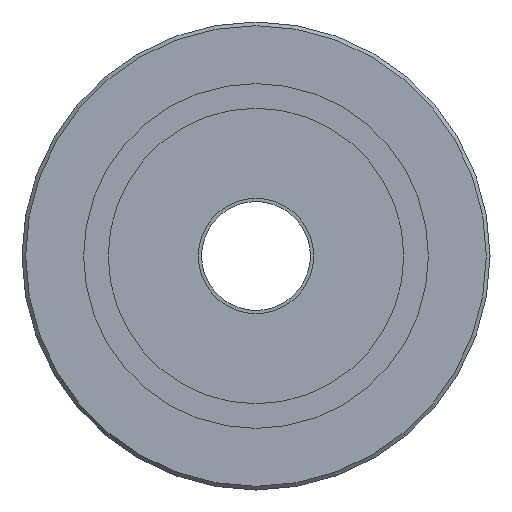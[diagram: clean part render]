
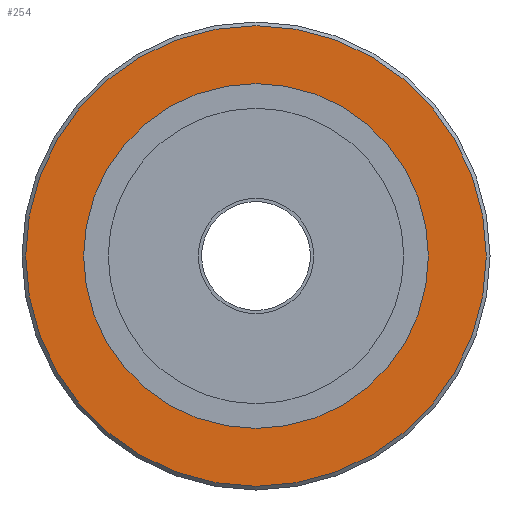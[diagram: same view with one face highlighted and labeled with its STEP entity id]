
A CAD part, left-side view. The second image highlights one B-rep face of the part: STEP entity #254.
In plain terms, the highlighted planar face has unit normal (-1, 0, 0).
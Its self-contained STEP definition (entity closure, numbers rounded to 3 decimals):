
#28 = DIRECTION ( 'NONE',  ( 0., 0., 1. ) ) ;
#31 = EDGE_CURVE ( 'NONE', #160, #160, #214, .T. ) ;
#34 = DIRECTION ( 'NONE',  ( 0., 0., -1. ) ) ;
#36 = EDGE_LOOP ( 'NONE', ( #375 ) ) ;
#61 = AXIS2_PLACEMENT_3D ( 'NONE', #778, #405, #34 ) ;
#144 = DIRECTION ( 'NONE',  ( 0., 0., -1. ) ) ;
#160 = VERTEX_POINT ( 'NONE', #756 ) ;
#161 = FACE_BOUND ( 'NONE', #36, .T. ) ;
#214 = CIRCLE ( 'NONE', #344, 35. ) ;
#254 = ADVANCED_FACE ( 'NONE', ( #456, #161 ), #654, .F. ) ;
#344 = AXIS2_PLACEMENT_3D ( 'NONE', #642, #448, #28 ) ;
#375 = ORIENTED_EDGE ( 'NONE', *, *, #31, .T. ) ;
#405 = DIRECTION ( 'NONE',  ( 1., 0., 0. ) ) ;
#448 = DIRECTION ( 'NONE',  ( 1., 0., 0. ) ) ;
#456 = FACE_OUTER_BOUND ( 'NONE', #530, .T. ) ;
#509 = DIRECTION ( 'NONE',  ( 1., 0., 0. ) ) ;
#530 = EDGE_LOOP ( 'NONE', ( #588 ) ) ;
#583 = CIRCLE ( 'NONE', #712, 46.75 ) ;
#588 = ORIENTED_EDGE ( 'NONE', *, *, #687, .F. ) ;
#642 = CARTESIAN_POINT ( 'NONE',  ( 0., 0., 0. ) ) ;
#653 = VERTEX_POINT ( 'NONE', #745 ) ;
#654 = PLANE ( 'NONE',  #61 ) ;
#677 = CARTESIAN_POINT ( 'NONE',  ( 0., 0., 0. ) ) ;
#687 = EDGE_CURVE ( 'NONE', #653, #653, #583, .T. ) ;
#712 = AXIS2_PLACEMENT_3D ( 'NONE', #677, #509, #144 ) ;
#745 = CARTESIAN_POINT ( 'NONE',  ( 0., 0., -46.75 ) ) ;
#756 = CARTESIAN_POINT ( 'NONE',  ( 0., 0., 35. ) ) ;
#778 = CARTESIAN_POINT ( 'NONE',  ( 0., 35., 0. ) ) ;
